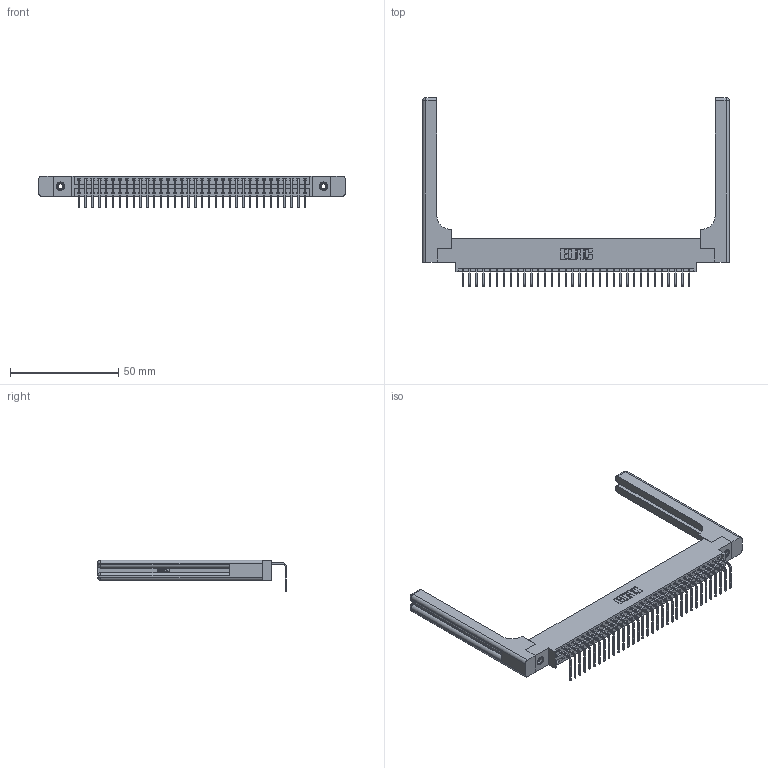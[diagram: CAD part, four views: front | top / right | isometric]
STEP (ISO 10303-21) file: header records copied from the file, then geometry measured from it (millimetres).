
FILE_DESCRIPTION (( 'STEP AP203' ), '1' );
FILE_NAME ('396-034-558-658.STEP', '2019-11-01T07:17:07', ( '' ), ( '' ), 'SwSTEP 2.0', 'SolidWorks 2016', '' );
FILE_SCHEMA (( 'CONFIG_CONTROL_DESIGN' ));
Length unit declared in the file: inch
Products named in the file (5): 346 Part_0.170 Offset - 0.156 Dia-TH; 345-292-001_558 Tail - 2; 345-250-001_345-250-001-102; 346-220-058_345-220-058; 396-034-558-658
Assembly tree (39 placements, depth 2):
  396-034-558-658
    346 Part_0.170 Offset - 0.156 Dia-TH
    345-292-001_558 Tail - 2  x34
    345-250-001_345-250-001-102  x2
    346-220-058_345-220-058  x2
Bounding box: 142.01 x 87.44 x 14.73 mm (x, y, z)
Volume: 21015.6 mm3; surface area: 22789.1 mm2
Topology: 39 solids, 39 shells, 2422 faces, 7195 edges, 4730 vertices
Faces by surface type: plane 1656, cylinder 706, bspline 36, cone 12, sphere 8, torus 4
Entity records: 27576 total; most frequent: CARTESIAN_POINT 5711, ORIENTED_EDGE 4476, DIRECTION 3978, EDGE_CURVE 2238, VECTOR 1878, LINE 1878, VERTEX_POINT 1482, AXIS2_PLACEMENT_3D 1050
